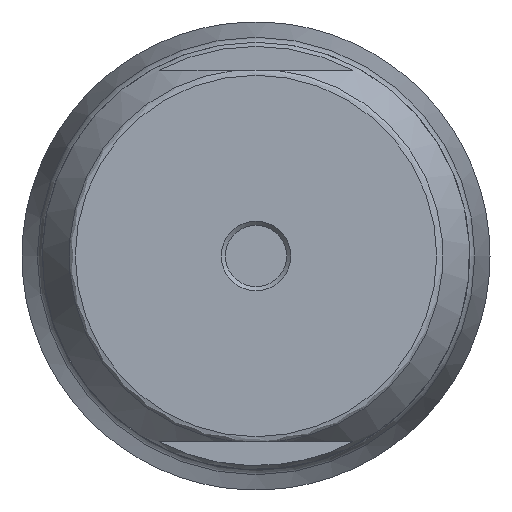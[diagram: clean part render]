
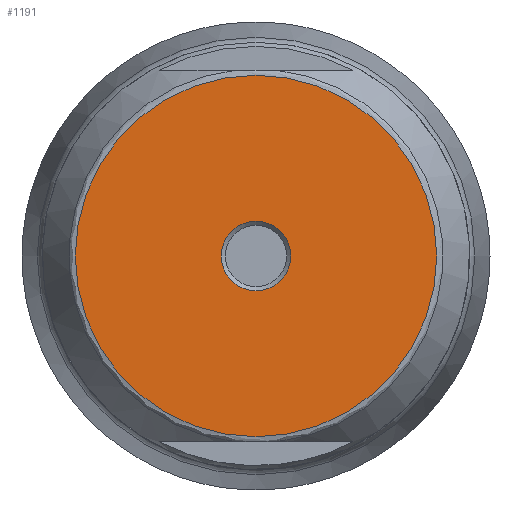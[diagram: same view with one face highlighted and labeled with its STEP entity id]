
A CAD part, front view. The second image highlights one B-rep face of the part: STEP entity #1191.
In plain terms, the highlighted planar face has unit normal (0, -1, 0).
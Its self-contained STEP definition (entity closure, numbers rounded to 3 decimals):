
#101=PLANE('',#1390);
#403=ORIENTED_EDGE('',*,*,#585,.F.);
#404=ORIENTED_EDGE('',*,*,#570,.T.);
#570=EDGE_CURVE('',#688,#688,#775,.T.);
#585=EDGE_CURVE('',#704,#704,#790,.T.);
#688=VERTEX_POINT('',#2075);
#704=VERTEX_POINT('',#2122);
#775=CIRCLE('',#1360,25.281);
#790=CIRCLE('',#1391,4.864);
#911=EDGE_LOOP('',(#403));
#912=EDGE_LOOP('',(#404));
#1064=FACE_BOUND('',#911,.T.);
#1065=FACE_BOUND('',#912,.T.);
#1191=ADVANCED_FACE('',(#1064,#1065),#101,.F.);
#1360=AXIS2_PLACEMENT_3D('',#2074,#1649,#1650);
#1390=AXIS2_PLACEMENT_3D('',#2120,#1709,#1710);
#1391=AXIS2_PLACEMENT_3D('',#2121,#1711,#1712);
#1649=DIRECTION('',(0.,-1.,0.));
#1650=DIRECTION('',(1.,0.,0.));
#1709=DIRECTION('',(0.,1.,0.));
#1710=DIRECTION('',(-1.,0.,0.));
#1711=DIRECTION('',(0.,-1.,0.));
#1712=DIRECTION('',(0.,0.,-1.));
#2074=CARTESIAN_POINT('',(0.,-82.,0.));
#2075=CARTESIAN_POINT('',(25.281,-82.,0.));
#2120=CARTESIAN_POINT('',(25.281,-82.,0.));
#2121=CARTESIAN_POINT('',(0.,-82.,0.));
#2122=CARTESIAN_POINT('',(0.,-82.,-4.864));
